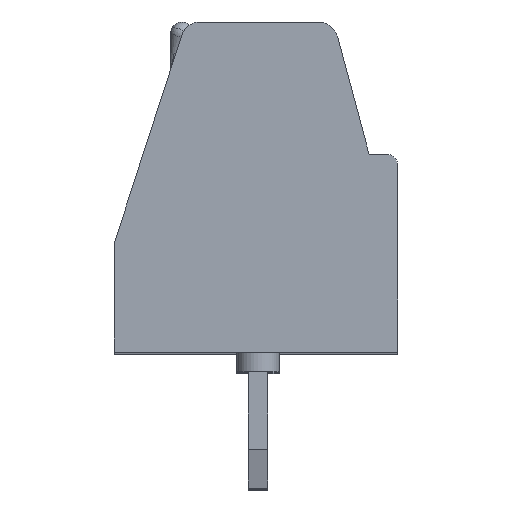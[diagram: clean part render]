
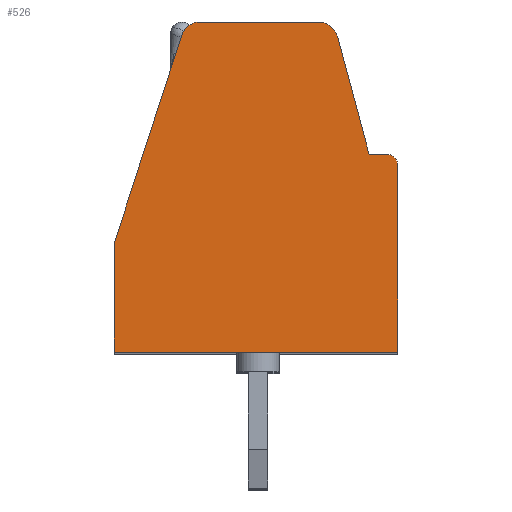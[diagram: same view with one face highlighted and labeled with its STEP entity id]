
A CAD part, top view. The second image highlights one B-rep face of the part: STEP entity #526.
In plain terms, the highlighted planar face has unit normal (0, 0, 1).
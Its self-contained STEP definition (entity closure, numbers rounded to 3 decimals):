
#526=ADVANCED_FACE('',(#1508),#1509,.F.);
#1508=FACE_OUTER_BOUND('',#2977,.T.);
#1509=PLANE('',#2978);
#2977=EDGE_LOOP('',(#4505,#4506,#4507,#4508,#4509,#4510,#4511,#4512,#4513,#4514));
#2978=AXIS2_PLACEMENT_3D('',#4515,#4516,#4517);
#4505=ORIENTED_EDGE('',*,*,#8744,.F.);
#4506=ORIENTED_EDGE('',*,*,#8745,.F.);
#4507=ORIENTED_EDGE('',*,*,#8746,.F.);
#4508=ORIENTED_EDGE('',*,*,#8747,.F.);
#4509=ORIENTED_EDGE('',*,*,#8748,.F.);
#4510=ORIENTED_EDGE('',*,*,#8749,.F.);
#4511=ORIENTED_EDGE('',*,*,#8750,.F.);
#4512=ORIENTED_EDGE('',*,*,#8751,.F.);
#4513=ORIENTED_EDGE('',*,*,#8752,.F.);
#4514=ORIENTED_EDGE('',*,*,#8753,.F.);
#4515=CARTESIAN_POINT('',(-34.955,-20.821,0.));
#4516=DIRECTION('',(0.,0.0,-1.0));
#4517=DIRECTION('',(-1.0,0.0,0.));
#8744=EDGE_CURVE('',#10453,#10454,#10455,.T.);
#8745=EDGE_CURVE('',#10456,#10453,#10457,.T.);
#8746=EDGE_CURVE('',#10458,#10456,#10459,.T.);
#8747=EDGE_CURVE('',#10460,#10458,#10461,.T.);
#8748=EDGE_CURVE('',#10462,#10460,#10463,.T.);
#8749=EDGE_CURVE('',#10464,#10462,#10465,.T.);
#8750=EDGE_CURVE('',#10466,#10464,#10467,.T.);
#8751=EDGE_CURVE('',#10468,#10466,#10469,.T.);
#8752=EDGE_CURVE('',#10470,#10468,#10471,.T.);
#8753=EDGE_CURVE('',#10454,#10470,#10472,.T.);
#10453=VERTEX_POINT('',#12907);
#10454=VERTEX_POINT('',#12908);
#10455=LINE('',#12909,#12910);
#10456=VERTEX_POINT('',#12911);
#10457=CIRCLE('',#12912,0.3);
#10458=VERTEX_POINT('',#12913);
#10459=LINE('',#12914,#12915);
#10460=VERTEX_POINT('',#12916);
#10461=LINE('',#12917,#12918);
#10462=VERTEX_POINT('',#12919);
#10463=CIRCLE('',#12920,0.5);
#10464=VERTEX_POINT('',#12921);
#10465=LINE('',#12922,#12923);
#10466=VERTEX_POINT('',#12924);
#10467=CIRCLE('',#12925,0.5);
#10468=VERTEX_POINT('',#12926);
#10469=LINE('',#12927,#12928);
#10470=VERTEX_POINT('',#12929);
#10471=LINE('',#12930,#12931);
#10472=LINE('',#12932,#12933);
#12907=CARTESIAN_POINT('',(0.,4.8,0.));
#12908=CARTESIAN_POINT('',(0.0,0.0,0.0));
#12909=CARTESIAN_POINT('',(0.0,-43.475,0.0));
#12910=VECTOR('',#17210,1.0);
#12911=CARTESIAN_POINT('',(-0.3,5.1,0.0));
#12912=AXIS2_PLACEMENT_3D('',#17211,#17212,#17213);
#12913=CARTESIAN_POINT('',(-0.739,5.1,0.0));
#12914=CARTESIAN_POINT('',(49.547,5.1,0.));
#12915=VECTOR('',#17214,1.0);
#12916=CARTESIAN_POINT('',(-1.551,8.129,0.0));
#12917=CARTESIAN_POINT('',(12.277,-43.475,0.));
#12918=VECTOR('',#17215,1.0);
#12919=CARTESIAN_POINT('',(-2.034,8.5,0.0));
#12920=AXIS2_PLACEMENT_3D('',#17216,#17217,#17218);
#12921=CARTESIAN_POINT('',(-5.087,8.5,0.));
#12922=CARTESIAN_POINT('',(49.547,8.5,0.));
#12923=VECTOR('',#17219,1.0);
#12924=CARTESIAN_POINT('',(-5.562,8.155,0.));
#12925=AXIS2_PLACEMENT_3D('',#17220,#17221,#17222);
#12926=CARTESIAN_POINT('',(-7.3,2.806,0.));
#12927=CARTESIAN_POINT('',(-22.338,-43.475,0.));
#12928=VECTOR('',#17223,1.0);
#12929=CARTESIAN_POINT('',(-7.3,0.0,0.));
#12930=CARTESIAN_POINT('',(-7.3,-43.475,0.));
#12931=VECTOR('',#17224,1.0);
#12932=CARTESIAN_POINT('',(49.547,0.0,0.));
#12933=VECTOR('',#17225,1.0);
#17210=DIRECTION('',(0.0,-1.0,0.0));
#17211=CARTESIAN_POINT('',(-0.3,4.8,0.0));
#17212=DIRECTION('',(0.,0.0,-1.0));
#17213=DIRECTION('',(-1.0,0.0,0.));
#17214=DIRECTION('',(1.0,0.0,0.));
#17215=DIRECTION('',(0.259,-0.966,0.));
#17216=CARTESIAN_POINT('',(-2.034,8.0,0.0));
#17217=DIRECTION('',(0.,0.0,-1.0));
#17218=DIRECTION('',(-1.0,0.0,0.));
#17219=DIRECTION('',(1.0,0.0,0.));
#17220=CARTESIAN_POINT('',(-5.087,8.0,0.));
#17221=DIRECTION('',(0.,0.0,-1.0));
#17222=DIRECTION('',(-1.0,0.0,0.));
#17223=DIRECTION('',(0.309,0.951,0.));
#17224=DIRECTION('',(0.0,1.0,0.0));
#17225=DIRECTION('',(-1.0,0.0,0.));
